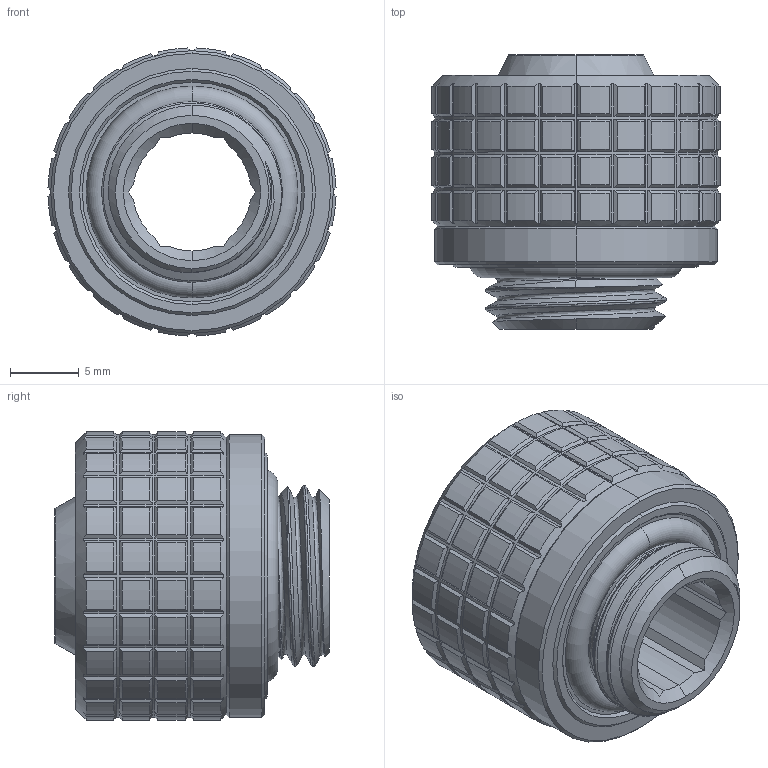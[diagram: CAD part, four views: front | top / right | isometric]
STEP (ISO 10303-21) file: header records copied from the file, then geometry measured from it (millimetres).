
FILE_DESCRIPTION (( 'STEP AP203' ), '1' );
FILE_NAME ('3D_Model_TG-DM-FIT-0017_DeltaMate_Fitting_-_ST13_Black.STEP', '2025-11-27T16:27:25', ( '' ), ( '' ), 'SwSTEP 2.0', 'SolidWorks 2024', '' );
FILE_SCHEMA (( 'CONFIG_CONTROL_DESIGN' ));
Length unit declared in the file: millimetre
Products named in the file (1): 3D_Model_TG-DM-FIT-0017_DeltaMate_Fitting_-_ST13_Black
Bounding box: 20.99 x 20 x 20.99 mm (x, y, z)
Volume: 3548.7 mm3; surface area: 3069.4 mm2
Topology: 1 solids, 1 shells, 527 faces, 1374 edges, 904 vertices
Faces by surface type: plane 213, cone 171, cylinder 119, torus 19, bspline 5
Entity records: 18177 total; most frequent: CARTESIAN_POINT 5561, ORIENTED_EDGE 2748, DIRECTION 2472, EDGE_CURVE 1374, AXIS2_PLACEMENT_3D 1014, VERTEX_POINT 904, EDGE_LOOP 584, FACE_OUTER_BOUND 527
